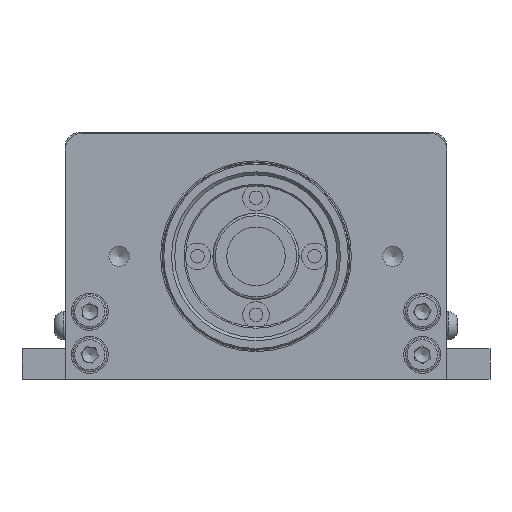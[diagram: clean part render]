
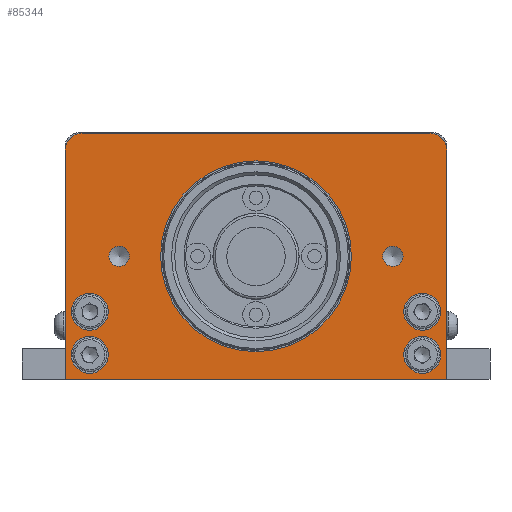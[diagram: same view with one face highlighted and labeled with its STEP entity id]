
A CAD part, front view. The second image highlights one B-rep face of the part: STEP entity #85344.
In plain terms, the highlighted planar face has unit normal (0, -1, 0).
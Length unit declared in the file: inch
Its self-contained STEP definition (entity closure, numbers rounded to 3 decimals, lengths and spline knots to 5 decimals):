
#5218 = VERTEX_POINT ( 'NONE', #127009 ) ;
#8151 = EDGE_CURVE ( 'NONE', #138567, #5218, #29131, .T. ) ;
#10197 = CARTESIAN_POINT ( 'NONE',  ( -1.11024, -0.61024, 1.46457 ) ) ;
#10298 = DIRECTION ( 'NONE',  ( 0., 1., 0. ) ) ;
#10345 = CARTESIAN_POINT ( 'NONE',  ( 1.06299, -0.61024, 0.03937 ) ) ;
#11283 = EDGE_CURVE ( 'NONE', #115226, #45191, #59831, .T. ) ;
#11284 = ORIENTED_EDGE ( 'NONE', *, *, #139898, .T. ) ;
#12304 = CARTESIAN_POINT ( 'NONE',  ( -0.875, -0.61024, 0.7874 ) ) ;
#13354 = CIRCLE ( 'NONE', #108616, 0.11811 ) ;
#16567 = CARTESIAN_POINT ( 'NONE',  ( 0., -0.61024, 0.7874 ) ) ;
#16623 = AXIS2_PLACEMENT_3D ( 'NONE', #70866, #34972, #71701 ) ;
#18088 = DIRECTION ( 'NONE',  ( 0., 0., -1. ) ) ;
#18449 = ORIENTED_EDGE ( 'NONE', *, *, #36234, .T. ) ;
#19679 = DIRECTION ( 'NONE',  ( 1., 0., 0. ) ) ;
#20266 = EDGE_LOOP ( 'NONE', ( #159681 ) ) ;
#21087 = ORIENTED_EDGE ( 'NONE', *, *, #11283, .F. ) ;
#21262 = CIRCLE ( 'NONE', #124779, 0.11811 ) ;
#23155 = EDGE_CURVE ( 'NONE', #79796, #79796, #21262, .T. ) ;
#23491 = EDGE_CURVE ( 'NONE', #118932, #118932, #89442, .T. ) ;
#24175 = DIRECTION ( 'NONE',  ( 0., 1., 0. ) ) ;
#24538 = EDGE_CURVE ( 'NONE', #45191, #120040, #81688, .T. ) ;
#24794 = CIRCLE ( 'NONE', #16623, 0.11024 ) ;
#25796 = CIRCLE ( 'NONE', #83082, 0.0651 ) ;
#26658 = DIRECTION ( 'NONE',  ( 0., 0., -1. ) ) ;
#28552 = CARTESIAN_POINT ( 'NONE',  ( 1.06299, -0.61024, 0.31496 ) ) ;
#29131 = LINE ( 'NONE', #82050, #105714 ) ;
#29800 = CIRCLE ( 'NONE', #59863, 0.11811 ) ;
#34972 = DIRECTION ( 'NONE',  ( 0., 1., 0. ) ) ;
#34987 = FACE_BOUND ( 'NONE', #158368, .T. ) ;
#36234 = EDGE_CURVE ( 'NONE', #68675, #68675, #25796, .T. ) ;
#36677 = FACE_BOUND ( 'NONE', #93852, .T. ) ;
#39206 = CARTESIAN_POINT ( 'NONE',  ( 1.11024, -0.61024, 1.5748 ) ) ;
#41237 = EDGE_CURVE ( 'NONE', #83964, #83964, #29800, .T. ) ;
#42441 = DIRECTION ( 'NONE',  ( 0., 1., 0. ) ) ;
#43018 = CARTESIAN_POINT ( 'NONE',  ( -1.22047, -0.61024, 0. ) ) ;
#43642 = DIRECTION ( 'NONE',  ( -1., 0., 0. ) ) ;
#43731 = AXIS2_PLACEMENT_3D ( 'NONE', #87893, #166563, #86207 ) ;
#44276 = EDGE_CURVE ( 'NONE', #67320, #115226, #24794, .T. ) ;
#45191 = VERTEX_POINT ( 'NONE', #39206 ) ;
#48623 = FACE_BOUND ( 'NONE', #20266, .T. ) ;
#48774 = EDGE_LOOP ( 'NONE', ( #133885 ) ) ;
#48879 = CARTESIAN_POINT ( 'NONE',  ( 1.22047, -0.61024, 0. ) ) ;
#50450 = CARTESIAN_POINT ( 'NONE',  ( 1.06299, -0.61024, 0.15748 ) ) ;
#55895 = DIRECTION ( 'NONE',  ( 0., 1., 0. ) ) ;
#57180 = CARTESIAN_POINT ( 'NONE',  ( 1.22047, -0.61024, 1.46457 ) ) ;
#59659 = AXIS2_PLACEMENT_3D ( 'NONE', #10197, #127072, #98919 ) ;
#59831 = LINE ( 'NONE', #72570, #63509 ) ;
#59863 = AXIS2_PLACEMENT_3D ( 'NONE', #159318, #42441, #94379 ) ;
#60634 = PLANE ( 'NONE',  #59659 ) ;
#63509 = VECTOR ( 'NONE', #19679, 39.37008 ) ;
#64433 = DIRECTION ( 'NONE',  ( 0., 1., 0. ) ) ;
#64563 = ORIENTED_EDGE ( 'NONE', *, *, #24538, .F. ) ;
#65011 = VERTEX_POINT ( 'NONE', #10345 ) ;
#67320 = VERTEX_POINT ( 'NONE', #101362 ) ;
#68675 = VERTEX_POINT ( 'NONE', #119760 ) ;
#70725 = ORIENTED_EDGE ( 'NONE', *, *, #44276, .F. ) ;
#70866 = CARTESIAN_POINT ( 'NONE',  ( -1.11024, -0.61024, 1.46457 ) ) ;
#71622 = DIRECTION ( 'NONE',  ( 0., 0., -1. ) ) ;
#71701 = DIRECTION ( 'NONE',  ( 1., 0., 0. ) ) ;
#72436 = CARTESIAN_POINT ( 'NONE',  ( -1.06299, -0.61024, 0.43307 ) ) ;
#72570 = CARTESIAN_POINT ( 'NONE',  ( -1.11024, -0.61024, 1.5748 ) ) ;
#73343 = EDGE_CURVE ( 'NONE', #77069, #77069, #128265, .T. ) ;
#73577 = EDGE_LOOP ( 'NONE', ( #18449 ) ) ;
#74058 = ORIENTED_EDGE ( 'NONE', *, *, #8151, .F. ) ;
#74245 = VECTOR ( 'NONE', #26658, 39.37008 ) ;
#74282 = DIRECTION ( 'NONE',  ( 0., 0., 1. ) ) ;
#74547 = DIRECTION ( 'NONE',  ( -1., 0., 0. ) ) ;
#75168 = EDGE_LOOP ( 'NONE', ( #74058, #95735, #64563, #21087, #70725, #161799 ) ) ;
#76830 = DIRECTION ( 'NONE',  ( 0., 0., -1. ) ) ;
#77069 = VERTEX_POINT ( 'NONE', #128284 ) ;
#77265 = CARTESIAN_POINT ( 'NONE',  ( -1.06299, -0.61024, 0.03937 ) ) ;
#79796 = VERTEX_POINT ( 'NONE', #105323 ) ;
#81257 = DIRECTION ( 'NONE',  ( 0., 1., 0. ) ) ;
#81688 = CIRCLE ( 'NONE', #84347, 0.11024 ) ;
#82050 = CARTESIAN_POINT ( 'NONE',  ( 1.22047, -0.61024, 0. ) ) ;
#83082 = AXIS2_PLACEMENT_3D ( 'NONE', #12304, #64433, #157347 ) ;
#83399 = EDGE_CURVE ( 'NONE', #5218, #67320, #148039, .T. ) ;
#83964 = VERTEX_POINT ( 'NONE', #28552 ) ;
#84347 = AXIS2_PLACEMENT_3D ( 'NONE', #98385, #24175, #74547 ) ;
#85344 = ADVANCED_FACE ( 'NONE', ( #165607, #48623, #114215, #36677, #34987, #166473, #111700, #86962 ), #60634, .F. ) ;
#86207 = DIRECTION ( 'NONE',  ( 0., 0., -1. ) ) ;
#86962 = FACE_OUTER_BOUND ( 'NONE', #75168, .T. ) ;
#87893 = CARTESIAN_POINT ( 'NONE',  ( 0.875, -0.61024, 0.7874 ) ) ;
#89442 = CIRCLE ( 'NONE', #94896, 0.11811 ) ;
#89862 = CARTESIAN_POINT ( 'NONE',  ( 1.22047, -0.61024, 1.46457 ) ) ;
#92937 = EDGE_CURVE ( 'NONE', #120040, #138567, #157282, .T. ) ;
#93852 = EDGE_LOOP ( 'NONE', ( #96291 ) ) ;
#94379 = DIRECTION ( 'NONE',  ( 0., 0., -1. ) ) ;
#94896 = AXIS2_PLACEMENT_3D ( 'NONE', #146187, #81257, #18088 ) ;
#95735 = ORIENTED_EDGE ( 'NONE', *, *, #92937, .F. ) ;
#96291 = ORIENTED_EDGE ( 'NONE', *, *, #23155, .T. ) ;
#98385 = CARTESIAN_POINT ( 'NONE',  ( 1.11024, -0.61024, 1.46457 ) ) ;
#98919 = DIRECTION ( 'NONE',  ( 1., 0., 0. ) ) ;
#101362 = CARTESIAN_POINT ( 'NONE',  ( -1.22047, -0.61024, 1.46457 ) ) ;
#101579 = VERTEX_POINT ( 'NONE', #154604 ) ;
#105323 = CARTESIAN_POINT ( 'NONE',  ( -1.06299, -0.61024, 0.31496 ) ) ;
#105714 = VECTOR ( 'NONE', #43642, 39.37008 ) ;
#108616 = AXIS2_PLACEMENT_3D ( 'NONE', #50450, #10298, #76830 ) ;
#111700 = FACE_BOUND ( 'NONE', #124889, .T. ) ;
#112443 = DIRECTION ( 'NONE',  ( 0., 1., 0. ) ) ;
#113092 = CARTESIAN_POINT ( 'NONE',  ( -1.11024, -0.61024, 1.5748 ) ) ;
#114215 = FACE_BOUND ( 'NONE', #154141, .T. ) ;
#115226 = VERTEX_POINT ( 'NONE', #113092 ) ;
#118932 = VERTEX_POINT ( 'NONE', #77265 ) ;
#119760 = CARTESIAN_POINT ( 'NONE',  ( -0.875, -0.61024, 0.7223 ) ) ;
#120040 = VERTEX_POINT ( 'NONE', #89862 ) ;
#121441 = DIRECTION ( 'NONE',  ( 0., 0., 1. ) ) ;
#124779 = AXIS2_PLACEMENT_3D ( 'NONE', #72436, #112443, #71622 ) ;
#124889 = EDGE_LOOP ( 'NONE', ( #11284 ) ) ;
#127009 = CARTESIAN_POINT ( 'NONE',  ( -1.22047, -0.61024, 0. ) ) ;
#127072 = DIRECTION ( 'NONE',  ( 0., 1., 0. ) ) ;
#128265 = CIRCLE ( 'NONE', #43731, 0.0651 ) ;
#128284 = CARTESIAN_POINT ( 'NONE',  ( 0.875, -0.61024, 0.7223 ) ) ;
#133885 = ORIENTED_EDGE ( 'NONE', *, *, #41237, .T. ) ;
#135371 = ORIENTED_EDGE ( 'NONE', *, *, #73343, .T. ) ;
#137802 = ORIENTED_EDGE ( 'NONE', *, *, #23491, .T. ) ;
#137827 = CIRCLE ( 'NONE', #146014, 0.50279 ) ;
#137946 = VECTOR ( 'NONE', #74282, 39.37008 ) ;
#138567 = VERTEX_POINT ( 'NONE', #48879 ) ;
#139898 = EDGE_CURVE ( 'NONE', #101579, #101579, #137827, .T. ) ;
#141356 = EDGE_CURVE ( 'NONE', #65011, #65011, #13354, .T. ) ;
#146014 = AXIS2_PLACEMENT_3D ( 'NONE', #16567, #55895, #121441 ) ;
#146187 = CARTESIAN_POINT ( 'NONE',  ( -1.06299, -0.61024, 0.15748 ) ) ;
#148039 = LINE ( 'NONE', #43018, #137946 ) ;
#154141 = EDGE_LOOP ( 'NONE', ( #137802 ) ) ;
#154604 = CARTESIAN_POINT ( 'NONE',  ( 0., -0.61024, 1.29019 ) ) ;
#157282 = LINE ( 'NONE', #57180, #74245 ) ;
#157347 = DIRECTION ( 'NONE',  ( 0., 0., -1. ) ) ;
#158368 = EDGE_LOOP ( 'NONE', ( #135371 ) ) ;
#159318 = CARTESIAN_POINT ( 'NONE',  ( 1.06299, -0.61024, 0.43307 ) ) ;
#159681 = ORIENTED_EDGE ( 'NONE', *, *, #141356, .T. ) ;
#161799 = ORIENTED_EDGE ( 'NONE', *, *, #83399, .F. ) ;
#165607 = FACE_BOUND ( 'NONE', #48774, .T. ) ;
#166473 = FACE_BOUND ( 'NONE', #73577, .T. ) ;
#166563 = DIRECTION ( 'NONE',  ( 0., 1., 0. ) ) ;
